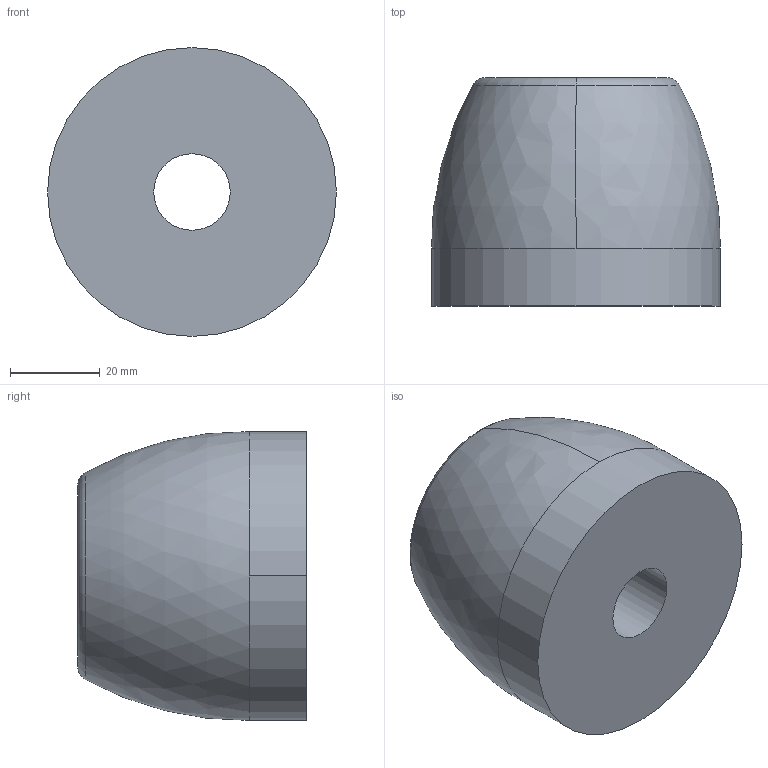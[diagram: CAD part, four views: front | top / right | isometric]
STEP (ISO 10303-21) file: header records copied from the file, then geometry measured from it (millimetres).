
FILE_DESCRIPTION((''),'2;1');
FILE_NAME('Boat Trailer Bumper.stp','2008-01-03T16:53:47',('Owner'),(''),'Autodesk Inventor (R) 6.0','Autodesk Inventor (R) 6.0','');
FILE_SCHEMA(('AUTOMOTIVE_DESIGN { 1 0 10303 214 1 1 1 1 }'));
Length unit declared in the file: inch
Products named in the file (1): Boat Trailer Bumper
Bounding box: 64.26 x 50.8 x 64.26 mm (x, y, z)
Volume: 122430.4 mm3; surface area: 17498.7 mm2
Topology: 1 solids, 1 shells, 13 faces, 30 edges, 20 vertices
Faces by surface type: cylinder 6, plane 3, bspline 2, torus 2
Entity records: 461 total; most frequent: CARTESIAN_POINT 116, DIRECTION 78, ORIENTED_EDGE 60, AXIS2_PLACEMENT_3D 36, EDGE_CURVE 30, CIRCLE 24, VERTEX_POINT 20, EDGE_LOOP 16
